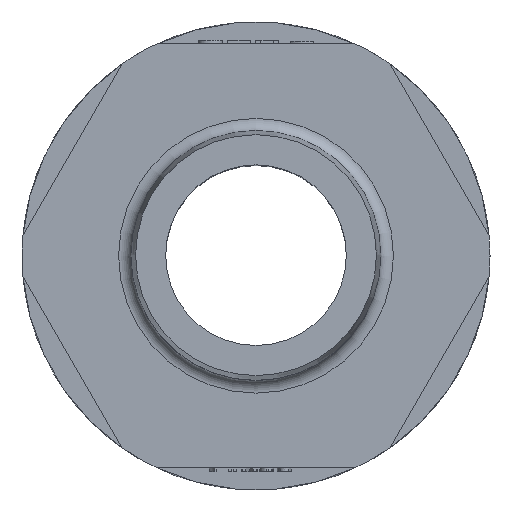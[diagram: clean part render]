
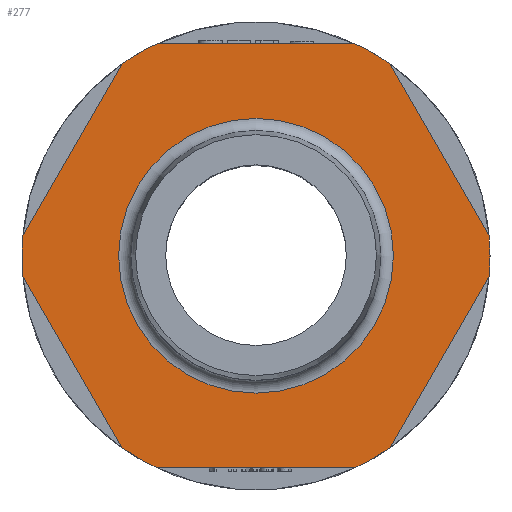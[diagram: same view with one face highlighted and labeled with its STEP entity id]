
A CAD part, top view. The second image highlights one B-rep face of the part: STEP entity #277.
In plain terms, the highlighted planar face has unit normal (0, 0, 1).
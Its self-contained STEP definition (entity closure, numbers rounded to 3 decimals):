
#234=CIRCLE('',#2659,18.65);
#236=CIRCLE('',#2661,18.65);
#238=CIRCLE('',#2663,18.65);
#240=CIRCLE('',#2665,18.65);
#242=CIRCLE('',#2667,18.65);
#244=CIRCLE('',#2669,18.65);
#248=CIRCLE('',#2675,10.95);
#277=ADVANCED_FACE('',(#837,#838),#425,.T.);
#425=PLANE('',#2676);
#515=LINE('',#3583,#648);
#521=LINE('',#3600,#654);
#527=LINE('',#3787,#660);
#531=LINE('',#3796,#664);
#537=LINE('',#3856,#670);
#538=LINE('',#3857,#671);
#648=VECTOR('',#2804,1.);
#654=VECTOR('',#2816,1.);
#660=VECTOR('',#2836,1.);
#664=VECTOR('',#2842,1.);
#670=VECTOR('',#2886,1.);
#671=VECTOR('',#2887,1.);
#837=FACE_BOUND('',#897,.T.);
#838=FACE_BOUND('',#898,.T.);
#897=EDGE_LOOP('',(#1202));
#898=EDGE_LOOP('',(#1203,#1204,#1205,#1206,#1207,#1208,#1209,#1210,#1211,
#1212,#1213,#1214));
#1202=ORIENTED_EDGE('',*,*,#2181,.T.);
#1203=ORIENTED_EDGE('',*,*,#2182,.F.);
#1204=ORIENTED_EDGE('',*,*,#2173,.F.);
#1205=ORIENTED_EDGE('',*,*,#2114,.F.);
#1206=ORIENTED_EDGE('',*,*,#2171,.F.);
#1207=ORIENTED_EDGE('',*,*,#2158,.F.);
#1208=ORIENTED_EDGE('',*,*,#2169,.F.);
#1209=ORIENTED_EDGE('',*,*,#2183,.F.);
#1210=ORIENTED_EDGE('',*,*,#2165,.F.);
#1211=ORIENTED_EDGE('',*,*,#2106,.F.);
#1212=ORIENTED_EDGE('',*,*,#2163,.F.);
#1213=ORIENTED_EDGE('',*,*,#2154,.F.);
#1214=ORIENTED_EDGE('',*,*,#2161,.F.);
#1851=VERTEX_POINT('',#3577);
#1854=VERTEX_POINT('',#3582);
#1859=VERTEX_POINT('',#3594);
#1862=VERTEX_POINT('',#3599);
#1899=VERTEX_POINT('',#3781);
#1902=VERTEX_POINT('',#3786);
#1904=VERTEX_POINT('',#3791);
#1906=VERTEX_POINT('',#3795);
#1909=VERTEX_POINT('',#3802);
#1910=VERTEX_POINT('',#3808);
#1913=VERTEX_POINT('',#3814);
#1914=VERTEX_POINT('',#3820);
#1921=VERTEX_POINT('',#3855);
#2106=EDGE_CURVE('',#1854,#1851,#515,.T.);
#2114=EDGE_CURVE('',#1862,#1859,#521,.T.);
#2154=EDGE_CURVE('',#1902,#1899,#527,.T.);
#2158=EDGE_CURVE('',#1906,#1904,#531,.T.);
#2161=EDGE_CURVE('',#1909,#1902,#234,.T.);
#2163=EDGE_CURVE('',#1899,#1854,#236,.T.);
#2165=EDGE_CURVE('',#1851,#1910,#238,.T.);
#2169=EDGE_CURVE('',#1913,#1906,#240,.T.);
#2171=EDGE_CURVE('',#1904,#1862,#242,.T.);
#2173=EDGE_CURVE('',#1859,#1914,#244,.T.);
#2181=EDGE_CURVE('',#1921,#1921,#248,.T.);
#2182=EDGE_CURVE('',#1914,#1909,#537,.T.);
#2183=EDGE_CURVE('',#1910,#1913,#538,.T.);
#2659=AXIS2_PLACEMENT_3D('',#3803,#2848,#2849);
#2661=AXIS2_PLACEMENT_3D('',#3805,#2852,#2853);
#2663=AXIS2_PLACEMENT_3D('',#3807,#2856,#2857);
#2665=AXIS2_PLACEMENT_3D('',#3815,#2862,#2863);
#2667=AXIS2_PLACEMENT_3D('',#3817,#2866,#2867);
#2669=AXIS2_PLACEMENT_3D('',#3819,#2870,#2871);
#2675=AXIS2_PLACEMENT_3D('',#3854,#2884,#2885);
#2676=AXIS2_PLACEMENT_3D('',#3858,#2888,#2889);
#2804=DIRECTION('',(-1.,0.,0.));
#2816=DIRECTION('',(1.,0.,0.));
#2836=DIRECTION('',(-0.5,-0.866,0.));
#2842=DIRECTION('',(0.5,0.866,0.));
#2848=DIRECTION('',(0.,0.,-1.));
#2849=DIRECTION('',(1.,0.,0.));
#2852=DIRECTION('',(0.,0.,-1.));
#2853=DIRECTION('',(1.,0.,0.));
#2856=DIRECTION('',(0.,0.,-1.));
#2857=DIRECTION('',(1.,0.,0.));
#2862=DIRECTION('',(0.,0.,-1.));
#2863=DIRECTION('',(1.,0.,0.));
#2866=DIRECTION('',(0.,0.,-1.));
#2867=DIRECTION('',(1.,0.,0.));
#2870=DIRECTION('',(0.,0.,-1.));
#2871=DIRECTION('',(1.,0.,0.));
#2884=DIRECTION('',(0.,0.,-1.));
#2885=DIRECTION('',(1.,0.,0.));
#2886=DIRECTION('',(0.5,-0.866,0.));
#2887=DIRECTION('',(-0.5,0.866,0.));
#2888=DIRECTION('',(0.,0.,1.));
#2889=DIRECTION('',(1.,0.,0.));
#3577=CARTESIAN_POINT('',(-216.887,46.6,-2.4));
#3582=CARTESIAN_POINT('',(-201.113,46.6,-2.4));
#3583=CARTESIAN_POINT('',(-192.,46.6,-2.4));
#3594=CARTESIAN_POINT('',(-201.113,80.4,-2.4));
#3599=CARTESIAN_POINT('',(-216.887,80.4,-2.4));
#3600=CARTESIAN_POINT('',(-226.,80.4,-2.4));
#3781=CARTESIAN_POINT('',(-198.308,48.219,-2.4));
#3786=CARTESIAN_POINT('',(-190.42,61.881,-2.4));
#3787=CARTESIAN_POINT('',(-185.864,69.772,-2.4));
#3791=CARTESIAN_POINT('',(-219.692,78.781,-2.4));
#3795=CARTESIAN_POINT('',(-227.58,65.119,-2.4));
#3796=CARTESIAN_POINT('',(-232.136,57.228,-2.4));
#3802=CARTESIAN_POINT('',(-190.42,65.119,-2.4));
#3803=CARTESIAN_POINT('',(-209.,63.5,-2.4));
#3805=CARTESIAN_POINT('',(-209.,63.5,-2.4));
#3807=CARTESIAN_POINT('',(-209.,63.5,-2.4));
#3808=CARTESIAN_POINT('',(-219.692,48.219,-2.4));
#3814=CARTESIAN_POINT('',(-227.58,61.881,-2.4));
#3815=CARTESIAN_POINT('',(-209.,63.5,-2.4));
#3817=CARTESIAN_POINT('',(-209.,63.5,-2.4));
#3819=CARTESIAN_POINT('',(-209.,63.5,-2.4));
#3820=CARTESIAN_POINT('',(-198.308,78.781,-2.4));
#3854=CARTESIAN_POINT('',(-209.,63.5,-2.4));
#3855=CARTESIAN_POINT('',(-198.05,63.5,-2.4));
#3856=CARTESIAN_POINT('',(-202.864,86.672,-2.4));
#3857=CARTESIAN_POINT('',(-215.136,40.328,-2.4));
#3858=CARTESIAN_POINT('',(-209.,63.5,-2.4));
